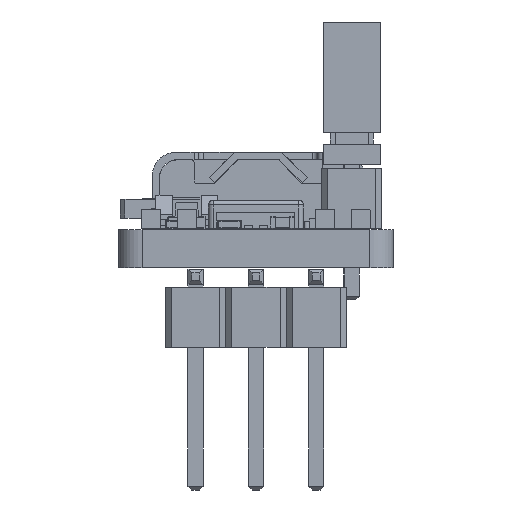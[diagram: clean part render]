
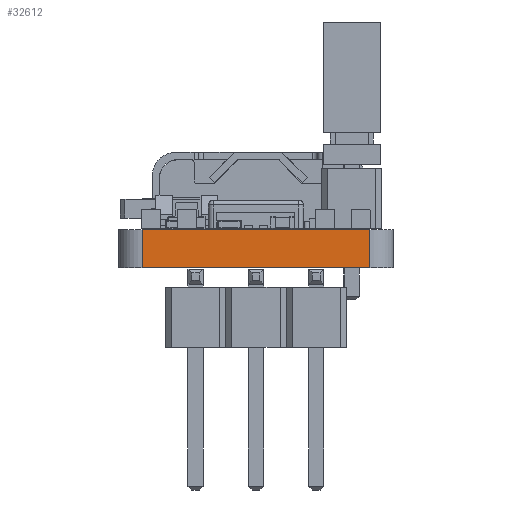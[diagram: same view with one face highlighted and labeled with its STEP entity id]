
A CAD part, left-side view. The second image highlights one B-rep face of the part: STEP entity #32612.
In plain terms, the highlighted planar face has unit normal (-1, 0, 0).
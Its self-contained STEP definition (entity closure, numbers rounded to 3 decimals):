
#31705 = VERTEX_POINT('',#31706);
#31706 = CARTESIAN_POINT('',(121.425,-103.805,0.));
#31713 = EDGE_CURVE('',#31714,#31705,#31716,.T.);
#31714 = VERTEX_POINT('',#31715);
#31715 = CARTESIAN_POINT('',(121.425,-113.4,0.));
#31716 = LINE('',#31717,#31718);
#31717 = CARTESIAN_POINT('',(121.425,-113.4,0.));
#31718 = VECTOR('',#31719,1.);
#31719 = DIRECTION('',(0.,1.,0.));
#32132 = VERTEX_POINT('',#32133);
#32133 = CARTESIAN_POINT('',(121.425,-103.805,1.6));
#32140 = EDGE_CURVE('',#32141,#32132,#32143,.T.);
#32141 = VERTEX_POINT('',#32142);
#32142 = CARTESIAN_POINT('',(121.425,-113.4,1.6));
#32143 = LINE('',#32144,#32145);
#32144 = CARTESIAN_POINT('',(121.425,-113.4,1.6));
#32145 = VECTOR('',#32146,1.);
#32146 = DIRECTION('',(0.,1.,0.));
#32582 = EDGE_CURVE('',#31705,#32132,#32583,.T.);
#32583 = LINE('',#32584,#32585);
#32584 = CARTESIAN_POINT('',(121.425,-103.805,0.));
#32585 = VECTOR('',#32586,1.);
#32586 = DIRECTION('',(0.,0.,1.));
#32612 = ADVANCED_FACE('',(#32613),#32624,.T.);
#32613 = FACE_BOUND('',#32614,.T.);
#32614 = EDGE_LOOP('',(#32615,#32621,#32622,#32623));
#32615 = ORIENTED_EDGE('',*,*,#32616,.T.);
#32616 = EDGE_CURVE('',#31714,#32141,#32617,.T.);
#32617 = LINE('',#32618,#32619);
#32618 = CARTESIAN_POINT('',(121.425,-113.4,0.));
#32619 = VECTOR('',#32620,1.);
#32620 = DIRECTION('',(0.,0.,1.));
#32621 = ORIENTED_EDGE('',*,*,#32140,.T.);
#32622 = ORIENTED_EDGE('',*,*,#32582,.F.);
#32623 = ORIENTED_EDGE('',*,*,#31713,.F.);
#32624 = PLANE('',#32625);
#32625 = AXIS2_PLACEMENT_3D('',#32626,#32627,#32628);
#32626 = CARTESIAN_POINT('',(121.425,-113.4,0.));
#32627 = DIRECTION('',(-1.,0.,0.));
#32628 = DIRECTION('',(0.,1.,0.));
